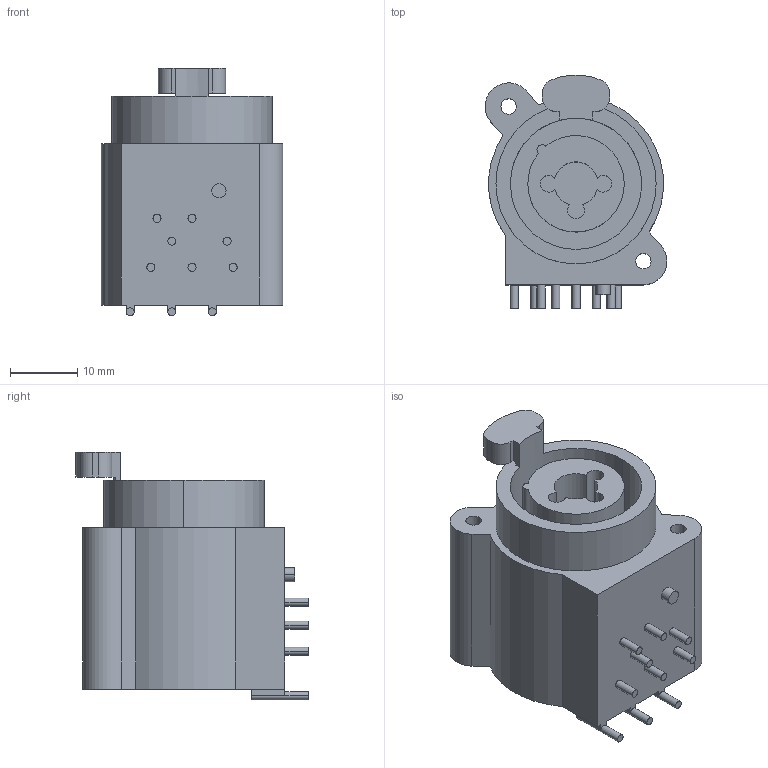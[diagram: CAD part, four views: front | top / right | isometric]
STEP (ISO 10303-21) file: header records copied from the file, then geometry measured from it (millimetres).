
FILE_DESCRIPTION((''),'2;1');
FILE_NAME('D-NCJ9FI-H','2015-03-24T',('odo'),(''),'PRO/ENGINEER BY PARAMETRIC TECHNOLOGY CORPORATION, 2011310','PRO/ENGINEER BY PARAMETRIC TECHNOLOGY CORPORATION, 2011310','');
FILE_SCHEMA(('AUTOMOTIVE_DESIGN_CC2 { 1 2 10303 214 -1 1 5 2 }'));
Length unit declared in the file: millimetre
Products named in the file (1): D-NCJ9FI-H
Bounding box: 26.99 x 34.59 x 36.8 mm (x, y, z)
Volume: 16537.8 mm3; surface area: 6974.1 mm2
Topology: 1 solids, 1 shells, 87 faces, 213 edges, 140 vertices
Faces by surface type: cylinder 48, plane 39
Entity records: 2828 total; most frequent: DIRECTION 485, CARTESIAN_POINT 440, ORIENTED_EDGE 426, EDGE_CURVE 213, COLOUR_RGB 209, AXIS2_PLACEMENT_3D 185, VERTEX_POINT 140, VECTOR 115
